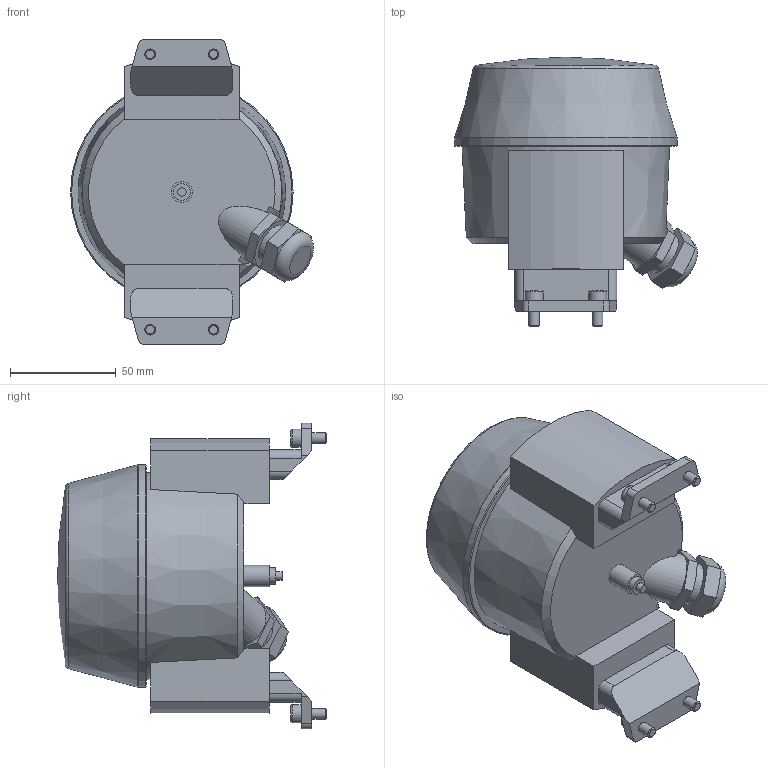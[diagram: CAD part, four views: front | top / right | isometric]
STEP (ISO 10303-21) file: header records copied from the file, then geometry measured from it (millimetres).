
FILE_DESCRIPTION(/* description */ ('STEP AP214'),/* implementation_level */ '2;1');
FILE_NAME(/* name */ '534474_DAPZ-SB-M-250AC-DR-AR',/* time_stamp */ '2024-08-14T14:48:58+02:00',/* author */ ('License CC BY-ND 4.0'),/* organization */ ('CADENAS'),/* preprocessor_version */ 'ST-DEVELOPER v19.3',/* originating_system */ 'PARTsolutions',/* authorisation */ ' ');
FILE_SCHEMA (('AUTOMOTIVE_DESIGN {1 0 10303 214 3 1 1}'));
Length unit declared in the file: millimetre
Products named in the file (1): 534474 DAPZ-SB-M-250AC-DR-AR---(1_20)
Bounding box: 114.57 x 127 x 144 mm (x, y, z)
Volume: 784076.5 mm3; surface area: 60678.1 mm2
Topology: 1 solids, 1 shells, 148 faces, 357 edges, 232 vertices
Faces by surface type: plane 88, cylinder 30, cone 21, torus 9
Full cylindrical faces by diameter (mm): 4 x1, 5 x4, 8 x1, 8.5 x4, 10 x1, 20 x1, 24 x1, 105 x1
Entity records: 4146 total; most frequent: CARTESIAN_POINT 805, DIRECTION 678, ORIENTED_EDGE 640, EDGE_CURVE 320, AXIS2_PLACEMENT_3D 245, VERTEX_POINT 224, FACE_BOUND 198, EDGE_LOOP 197
